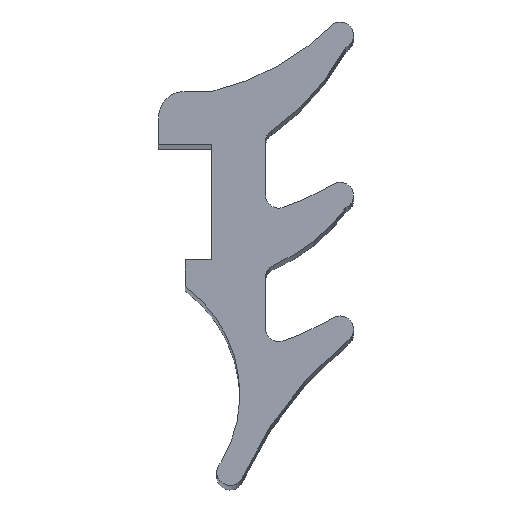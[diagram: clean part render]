
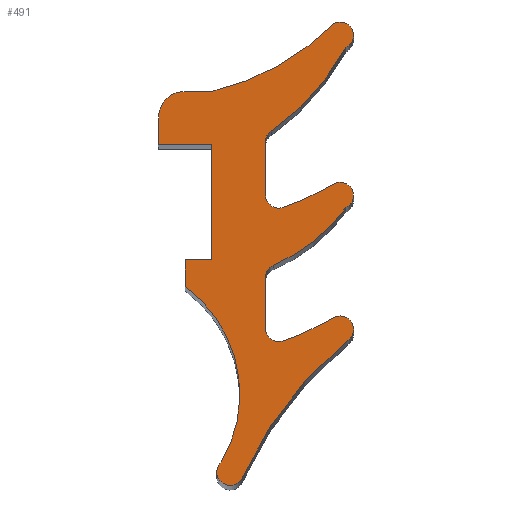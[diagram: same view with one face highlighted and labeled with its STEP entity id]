
A CAD part, top view. The second image highlights one B-rep face of the part: STEP entity #491.
In plain terms, the highlighted planar face has unit normal (0, 0, 1).
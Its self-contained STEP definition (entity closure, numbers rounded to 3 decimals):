
#21=PLANE($,#552);
#47=FACE_OUTER_BOUND($,#73,.T.);
#73=EDGE_LOOP($,(#403,#404,#405,#406,#407,#408,#409,#410,#411,#412,#413,
#414,#415,#416,#417,#418,#419,#420,#421,#422,#423,#424,#425,#426));
#78=LINE($,#730,#118);
#87=LINE($,#772,#127);
#90=LINE($,#778,#130);
#93=LINE($,#784,#133);
#96=LINE($,#790,#136);
#99=LINE($,#796,#139);
#103=LINE($,#808,#143);
#110=LINE($,#838,#150);
#118=VECTOR($,#573,1.905);
#127=VECTOR($,#620,1.);
#130=VECTOR($,#625,1.);
#133=VECTOR($,#630,4.3);
#136=VECTOR($,#635,2.);
#139=VECTOR($,#640,1.);
#143=VECTOR($,#652,1.);
#150=VECTOR($,#685,1.978);
#155=CIRCLE($,#497,6.586);
#157=CIRCLE($,#500,0.5);
#159=CIRCLE($,#504,0.5);
#161=CIRCLE($,#507,11.45);
#163=CIRCLE($,#510,0.5);
#165=CIRCLE($,#513,14.095);
#167=CIRCLE($,#516,0.5);
#169=CIRCLE($,#519,5.001);
#171=CIRCLE($,#527,1.);
#173=CIRCLE($,#531,9.395);
#175=CIRCLE($,#534,0.5);
#177=CIRCLE($,#537,9.101);
#179=CIRCLE($,#540,0.5);
#181=CIRCLE($,#544,0.5);
#183=CIRCLE($,#547,11.45);
#185=CIRCLE($,#550,0.5);
#187=VERTEX_POINT($,#714);
#188=VERTEX_POINT($,#715);
#191=VERTEX_POINT($,#723);
#193=VERTEX_POINT($,#729);
#195=VERTEX_POINT($,#735);
#197=VERTEX_POINT($,#741);
#199=VERTEX_POINT($,#747);
#201=VERTEX_POINT($,#753);
#203=VERTEX_POINT($,#759);
#205=VERTEX_POINT($,#765);
#207=VERTEX_POINT($,#771);
#209=VERTEX_POINT($,#777);
#211=VERTEX_POINT($,#783);
#213=VERTEX_POINT($,#789);
#215=VERTEX_POINT($,#795);
#217=VERTEX_POINT($,#801);
#219=VERTEX_POINT($,#807);
#221=VERTEX_POINT($,#813);
#223=VERTEX_POINT($,#819);
#225=VERTEX_POINT($,#825);
#227=VERTEX_POINT($,#831);
#229=VERTEX_POINT($,#837);
#231=VERTEX_POINT($,#843);
#233=VERTEX_POINT($,#849);
#235=EDGE_CURVE($,#187,#188,#155,.T.);
#239=EDGE_CURVE($,#188,#191,#157,.T.);
#242=EDGE_CURVE($,#191,#193,#78,.T.);
#245=EDGE_CURVE($,#193,#195,#159,.T.);
#248=EDGE_CURVE($,#195,#197,#161,.T.);
#251=EDGE_CURVE($,#197,#199,#163,.T.);
#254=EDGE_CURVE($,#199,#201,#165,.T.);
#257=EDGE_CURVE($,#201,#203,#167,.T.);
#260=EDGE_CURVE($,#203,#205,#169,.T.);
#263=EDGE_CURVE($,#205,#207,#87,.T.);
#266=EDGE_CURVE($,#207,#209,#90,.T.);
#269=EDGE_CURVE($,#209,#211,#93,.T.);
#272=EDGE_CURVE($,#211,#213,#96,.T.);
#275=EDGE_CURVE($,#213,#215,#99,.T.);
#278=EDGE_CURVE($,#215,#217,#171,.T.);
#281=EDGE_CURVE($,#217,#219,#103,.T.);
#284=EDGE_CURVE($,#219,#221,#173,.T.);
#287=EDGE_CURVE($,#221,#223,#175,.T.);
#290=EDGE_CURVE($,#223,#225,#177,.T.);
#293=EDGE_CURVE($,#225,#227,#179,.T.);
#296=EDGE_CURVE($,#227,#229,#110,.T.);
#299=EDGE_CURVE($,#229,#231,#181,.T.);
#302=EDGE_CURVE($,#231,#233,#183,.T.);
#305=EDGE_CURVE($,#233,#187,#185,.T.);
#403=ORIENTED_EDGE($,*,*,#272,.F.);
#404=ORIENTED_EDGE($,*,*,#269,.F.);
#405=ORIENTED_EDGE($,*,*,#266,.F.);
#406=ORIENTED_EDGE($,*,*,#263,.F.);
#407=ORIENTED_EDGE($,*,*,#260,.F.);
#408=ORIENTED_EDGE($,*,*,#257,.F.);
#409=ORIENTED_EDGE($,*,*,#254,.F.);
#410=ORIENTED_EDGE($,*,*,#251,.F.);
#411=ORIENTED_EDGE($,*,*,#248,.F.);
#412=ORIENTED_EDGE($,*,*,#245,.F.);
#413=ORIENTED_EDGE($,*,*,#242,.F.);
#414=ORIENTED_EDGE($,*,*,#239,.F.);
#415=ORIENTED_EDGE($,*,*,#235,.F.);
#416=ORIENTED_EDGE($,*,*,#305,.F.);
#417=ORIENTED_EDGE($,*,*,#302,.F.);
#418=ORIENTED_EDGE($,*,*,#299,.F.);
#419=ORIENTED_EDGE($,*,*,#296,.F.);
#420=ORIENTED_EDGE($,*,*,#293,.F.);
#421=ORIENTED_EDGE($,*,*,#290,.F.);
#422=ORIENTED_EDGE($,*,*,#287,.F.);
#423=ORIENTED_EDGE($,*,*,#284,.F.);
#424=ORIENTED_EDGE($,*,*,#281,.F.);
#425=ORIENTED_EDGE($,*,*,#278,.F.);
#426=ORIENTED_EDGE($,*,*,#275,.F.);
#491=ADVANCED_FACE($,(#47),#21,.T.);
#497=AXIS2_PLACEMENT_3D($,#716,#558,#559);
#500=AXIS2_PLACEMENT_3D($,#724,#566,#567);
#504=AXIS2_PLACEMENT_3D($,#736,#578,#579);
#507=AXIS2_PLACEMENT_3D($,#742,#585,#586);
#510=AXIS2_PLACEMENT_3D($,#748,#592,#593);
#513=AXIS2_PLACEMENT_3D($,#754,#599,#600);
#516=AXIS2_PLACEMENT_3D($,#760,#606,#607);
#519=AXIS2_PLACEMENT_3D($,#766,#613,#614);
#527=AXIS2_PLACEMENT_3D($,#802,#645,#646);
#531=AXIS2_PLACEMENT_3D($,#814,#657,#658);
#534=AXIS2_PLACEMENT_3D($,#820,#664,#665);
#537=AXIS2_PLACEMENT_3D($,#826,#671,#672);
#540=AXIS2_PLACEMENT_3D($,#832,#678,#679);
#544=AXIS2_PLACEMENT_3D($,#844,#690,#691);
#547=AXIS2_PLACEMENT_3D($,#850,#697,#698);
#550=AXIS2_PLACEMENT_3D($,#855,#704,#705);
#552=AXIS2_PLACEMENT_3D($,#857,#708,#709);
#558=DIRECTION('center_axis',(0.,0.,-1.));
#559=DIRECTION('ref_axis',(0.394,-0.919,0.));
#566=DIRECTION('center_axis',(0.,0.,1.));
#567=DIRECTION('ref_axis',(0.394,-0.919,0.));
#573=DIRECTION($,(0.,-1.,0.));
#578=DIRECTION('center_axis',(0.,0.,1.));
#579=DIRECTION('ref_axis',(1.,0.,0.));
#585=DIRECTION('center_axis',(0.,0.,1.));
#586=DIRECTION('ref_axis',(-0.335,0.942,0.));
#592=DIRECTION('center_axis',(0.,0.,-1.));
#593=DIRECTION('ref_axis',(0.54,-0.842,0.));
#599=DIRECTION('center_axis',(0.,0.,1.));
#600=DIRECTION('ref_axis',(0.633,-0.774,0.));
#606=DIRECTION('center_axis',(0.,0.,-1.));
#607=DIRECTION('ref_axis',(-0.651,0.759,0.));
#613=DIRECTION('center_axis',(0.,0.,1.));
#614=DIRECTION('ref_axis',(-0.863,0.506,0.));
#620=DIRECTION($,(0.,1.,0.));
#625=DIRECTION($,(1.,0.,0.));
#630=DIRECTION($,(0.,1.,0.));
#635=DIRECTION($,(-1.,0.,0.));
#640=DIRECTION($,(0.,1.,0.));
#645=DIRECTION('center_axis',(0.,0.,-1.));
#646=DIRECTION('ref_axis',(0.,1.,0.));
#652=DIRECTION($,(1.,0.,0.));
#657=DIRECTION('center_axis',(0.,0.,1.));
#658=DIRECTION('ref_axis',(-0.225,0.974,0.));
#664=DIRECTION('center_axis',(0.,0.,-1.));
#665=DIRECTION('ref_axis',(0.416,-0.909,0.));
#671=DIRECTION('center_axis',(0.,0.,-1.));
#672=DIRECTION('ref_axis',(0.572,-0.821,0.));
#678=DIRECTION('center_axis',(0.,0.,1.));
#679=DIRECTION('ref_axis',(0.572,-0.821,0.));
#685=DIRECTION($,(0.,-1.,0.));
#690=DIRECTION('center_axis',(0.,0.,1.));
#691=DIRECTION('ref_axis',(1.,0.,0.));
#697=DIRECTION('center_axis',(0.,0.,1.));
#698=DIRECTION('ref_axis',(-0.335,0.942,0.));
#704=DIRECTION('center_axis',(0.,0.,-1.));
#705=DIRECTION('ref_axis',(0.416,-0.909,0.));
#708=DIRECTION('center_axis',(0.,0.,1.));
#709=DIRECTION('ref_axis',(1.,0.,0.));
#714=CARTESIAN_POINT('',(5.008,-2.359,100.));
#715=CARTESIAN_POINT('',(2.303,-4.505,100.));
#716=CARTESIAN_POINT('Origin',(-0.293,1.548,100.));
#723=CARTESIAN_POINT('',(2.,-4.964,100.));
#724=CARTESIAN_POINT('Origin',(2.5,-4.964,100.));
#729=CARTESIAN_POINT('',(2.,-6.869,100.));
#730=CARTESIAN_POINT($,(2.,-4.519,100.));
#735=CARTESIAN_POINT('',(2.667,-7.34,100.));
#736=CARTESIAN_POINT('Origin',(2.5,-6.869,100.));
#741=CARTESIAN_POINT('',(4.55,-6.472,100.));
#742=CARTESIAN_POINT('Origin',(-1.167,3.448,100.));
#747=CARTESIAN_POINT('',(5.07,-7.326,100.));
#748=CARTESIAN_POINT('Origin',(4.8,-6.905,100.));
#753=CARTESIAN_POINT('',(1.139,-12.448,100.));
#754=CARTESIAN_POINT('Origin',(13.988,-18.241,100.));
#759=CARTESIAN_POINT('',(0.357,-11.863,100.));
#760=CARTESIAN_POINT('Origin',(0.683,-12.242,100.));
#765=CARTESIAN_POINT('',(-1.,-5.3,100.));
#766=CARTESIAN_POINT('Origin',(-3.957,-9.333,100.));
#771=CARTESIAN_POINT('',(-1.,-4.3,100.));
#772=CARTESIAN_POINT($,(-1.,-4.687,100.));
#777=CARTESIAN_POINT('',(0.,-4.3,100.));
#778=CARTESIAN_POINT($,(0.325,-4.3,100.));
#783=CARTESIAN_POINT('',(0.,0.,100.));
#784=CARTESIAN_POINT($,(0.,-4.187,100.));
#789=CARTESIAN_POINT('',(-2.,0.,100.));
#790=CARTESIAN_POINT($,(0.825,0.,100.));
#795=CARTESIAN_POINT('',(-2.,1.,100.));
#796=CARTESIAN_POINT($,(-2.,-2.037,100.));
#801=CARTESIAN_POINT('',(-1.,2.,100.));
#802=CARTESIAN_POINT('Origin',(-1.,1.,100.));
#807=CARTESIAN_POINT('',(0.,2.,100.));
#808=CARTESIAN_POINT($,(0.325,2.,100.));
#813=CARTESIAN_POINT('',(4.55,4.528,100.));
#814=CARTESIAN_POINT('Origin',(-2.109,11.155,100.));
#819=CARTESIAN_POINT('',(5.008,3.641,100.));
#820=CARTESIAN_POINT('Origin',(4.8,4.095,100.));
#825=CARTESIAN_POINT('',(2.214,0.519,100.));
#826=CARTESIAN_POINT('Origin',(-2.988,7.986,100.));
#831=CARTESIAN_POINT('',(2.,0.109,100.));
#832=CARTESIAN_POINT('Origin',(2.5,0.109,100.));
#837=CARTESIAN_POINT('',(2.,-1.869,100.));
#838=CARTESIAN_POINT($,(2.,-1.982,100.));
#843=CARTESIAN_POINT('',(2.667,-2.34,100.));
#844=CARTESIAN_POINT('Origin',(2.5,-1.869,100.));
#849=CARTESIAN_POINT('',(4.55,-1.472,100.));
#850=CARTESIAN_POINT('Origin',(-1.167,8.448,100.));
#855=CARTESIAN_POINT('Origin',(4.8,-1.905,100.));
#857=CARTESIAN_POINT('Origin',(1.65,-4.074,100.));
